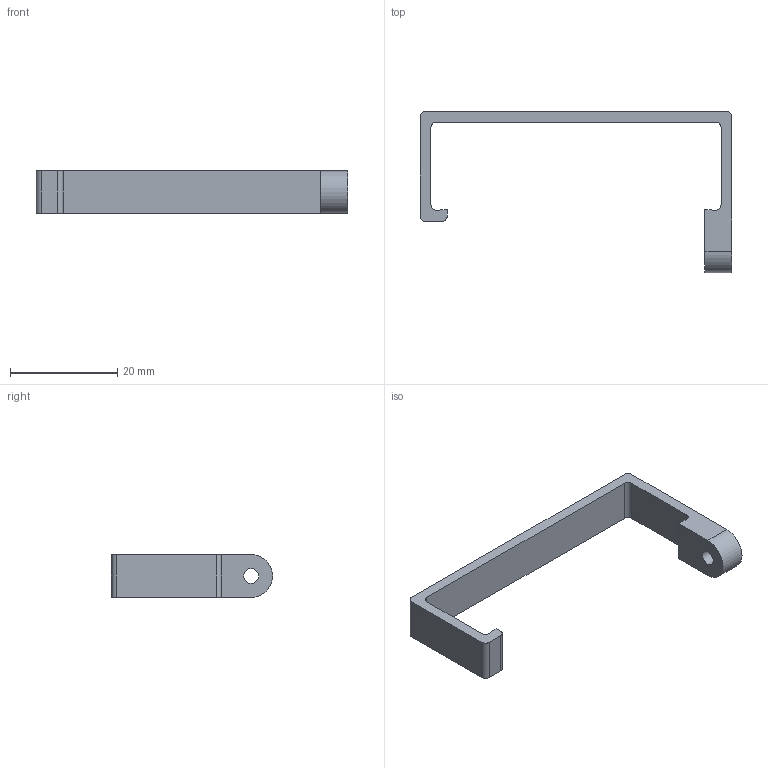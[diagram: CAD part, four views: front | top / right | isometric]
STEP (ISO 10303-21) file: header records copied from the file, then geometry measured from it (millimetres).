
FILE_DESCRIPTION(('FreeCAD Model'),'2;1');
FILE_NAME('wall-board-clip.step', '2019-10-22T22:34:48',('Author'),(''), 'Open CASCADE STEP processor 7.3','FreeCAD','Unknown');
FILE_SCHEMA(('AUTOMOTIVE_DESIGN { 1 0 10303 214 1 1 1 1 }'));
Length unit declared in the file: millimetre
Products named in the file (1): Fillet005
Bounding box: 58 x 30 x 8 mm (x, y, z)
Volume: 1937.9 mm3; surface area: 2276.9 mm2
Topology: 1 solids, 1 shells, 23 faces, 63 edges, 42 vertices
Faces by surface type: plane 13, cylinder 10
Full cylindrical faces by diameter (mm): 2.8 x1
Entity records: 1606 total; most frequent: CARTESIAN_POINT 303, DIRECTION 249, LINE 149, VECTOR 149, ORIENTED_EDGE 126, PCURVE 126, DEFINITIONAL_REPRESENTATION 126, EDGE_CURVE 63
